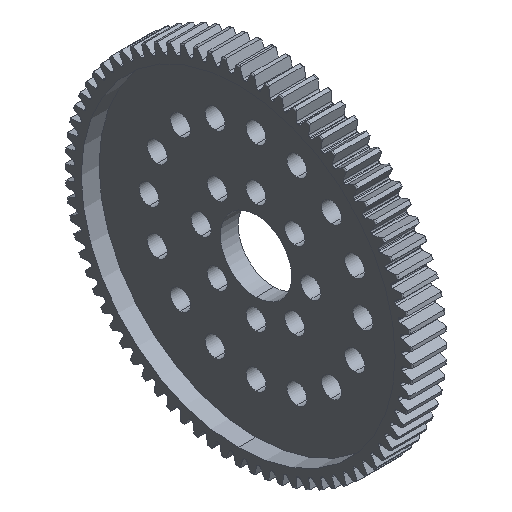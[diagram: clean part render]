
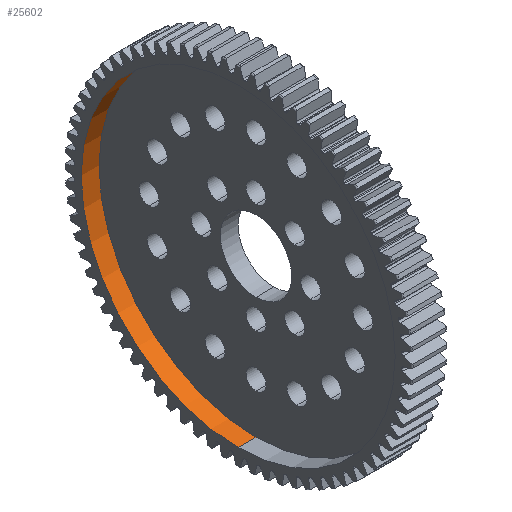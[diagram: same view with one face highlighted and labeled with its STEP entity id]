
A CAD part, isometric view. The second image highlights one B-rep face of the part: STEP entity #25602.
In plain terms, the highlighted cylindrical face has radius 27.973 mm (diameter 55.946 mm), a partial arc.
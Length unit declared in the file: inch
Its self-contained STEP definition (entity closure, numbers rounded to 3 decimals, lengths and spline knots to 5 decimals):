
#102 = EDGE_CURVE ( 'NONE', #13284, #268, #13080, .T. ) ;
#268 = VERTEX_POINT ( 'NONE', #11178 ) ;
#701 = CARTESIAN_POINT ( 'NONE',  ( -0.0625, 0., 1.1013 ) ) ;
#1142 = ORIENTED_EDGE ( 'NONE', *, *, #25384, .F. ) ;
#1333 = DIRECTION ( 'NONE',  ( 0., 0., 1. ) ) ;
#2566 = EDGE_CURVE ( 'NONE', #268, #9545, #14066, .T. ) ;
#2809 = EDGE_CURVE ( 'NONE', #13284, #29285, #16629, .T. ) ;
#3584 = AXIS2_PLACEMENT_3D ( 'NONE', #29448, #15385, #1333 ) ;
#3769 = DIRECTION ( 'NONE',  ( -1., 0., 0. ) ) ;
#3969 = CARTESIAN_POINT ( 'NONE',  ( -0.0625, 0., 1.1013 ) ) ;
#4688 = CYLINDRICAL_SURFACE ( 'NONE', #26623, 1.1013 ) ;
#5103 = EDGE_LOOP ( 'NONE', ( #1142, #12523, #9593, #17288 ) ) ;
#7353 = CARTESIAN_POINT ( 'NONE',  ( -0.1875, 0., -1.1013 ) ) ;
#9545 = VERTEX_POINT ( 'NONE', #7353 ) ;
#9593 = ORIENTED_EDGE ( 'NONE', *, *, #102, .T. ) ;
#10309 = CARTESIAN_POINT ( 'NONE',  ( -0.0625, 0., 0. ) ) ;
#10954 = VECTOR ( 'NONE', #29710, 39.37008 ) ;
#11178 = CARTESIAN_POINT ( 'NONE',  ( -0.1875, 0., 1.1013 ) ) ;
#12523 = ORIENTED_EDGE ( 'NONE', *, *, #2809, .F. ) ;
#12687 = DIRECTION ( 'NONE',  ( 0., 0., 1. ) ) ;
#13080 = LINE ( 'NONE', #3969, #20066 ) ;
#13284 = VERTEX_POINT ( 'NONE', #701 ) ;
#14066 = CIRCLE ( 'NONE', #3584, 1.1013 ) ;
#15385 = DIRECTION ( 'NONE',  ( -1., 0., 0. ) ) ;
#16629 = CIRCLE ( 'NONE', #22481, 1.1013 ) ;
#17288 = ORIENTED_EDGE ( 'NONE', *, *, #2566, .T. ) ;
#18029 = CARTESIAN_POINT ( 'NONE',  ( -0.0625, 0., -1.1013 ) ) ;
#20066 = VECTOR ( 'NONE', #3769, 39.37008 ) ;
#21192 = CARTESIAN_POINT ( 'NONE',  ( -0.0625, 0., 0. ) ) ;
#22481 = AXIS2_PLACEMENT_3D ( 'NONE', #10309, #26761, #12687 ) ;
#23440 = LINE ( 'NONE', #18029, #10954 ) ;
#23752 = DIRECTION ( 'NONE',  ( -1., 0., 0. ) ) ;
#25384 = EDGE_CURVE ( 'NONE', #29285, #9545, #23440, .T. ) ;
#25602 = ADVANCED_FACE ( 'NONE', ( #26900 ), #4688, .F. ) ;
#26134 = DIRECTION ( 'NONE',  ( 0., 0., 1. ) ) ;
#26623 = AXIS2_PLACEMENT_3D ( 'NONE', #21192, #23752, #26134 ) ;
#26761 = DIRECTION ( 'NONE',  ( -1., 0., 0. ) ) ;
#26900 = FACE_OUTER_BOUND ( 'NONE', #5103, .T. ) ;
#29285 = VERTEX_POINT ( 'NONE', #30034 ) ;
#29448 = CARTESIAN_POINT ( 'NONE',  ( -0.1875, 0., 0. ) ) ;
#29710 = DIRECTION ( 'NONE',  ( -1., 0., 0. ) ) ;
#30034 = CARTESIAN_POINT ( 'NONE',  ( -0.0625, 0., -1.1013 ) ) ;
